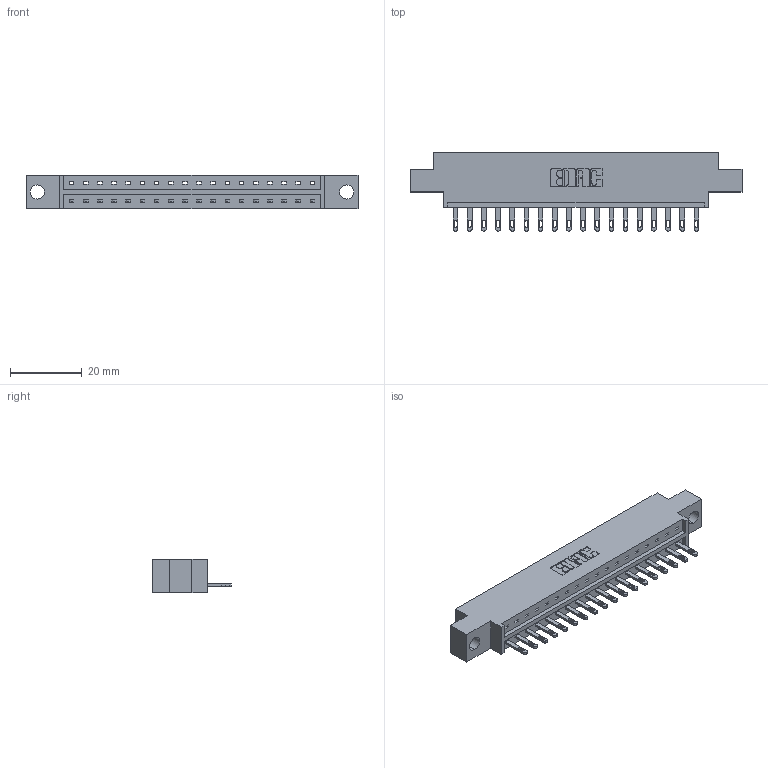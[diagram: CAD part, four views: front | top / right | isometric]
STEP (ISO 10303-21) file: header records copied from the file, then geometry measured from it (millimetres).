
FILE_DESCRIPTION (( 'STEP AP203' ), '1' );
FILE_NAME ('833-018-500-604.STEP', '2020-05-31T20:51:36', ( '' ), ( '' ), 'SwSTEP 2.0', 'SolidWorks 2020', '' );
FILE_SCHEMA (( 'CONFIG_CONTROL_DESIGN' ));
Length unit declared in the file: inch
Products named in the file (3): 345-292-001_345-293-100; 833 Part_Offset - .156 Dia - TH; 833-018-500-604
Assembly tree (19 placements, depth 2):
  833-018-500-604
    833 Part_Offset - .156 Dia - TH
    345-292-001_345-293-100  x18
Bounding box: 92.86 x 21.85 x 9.4 mm (x, y, z)
Volume: 8833.7 mm3; surface area: 9437.9 mm2
Topology: 19 solids, 19 shells, 1090 faces, 3347 edges, 2230 vertices
Faces by surface type: plane 722, cylinder 368
Entity records: 14173 total; most frequent: CARTESIAN_POINT 2456, ORIENTED_EDGE 2410, DIRECTION 2121, EDGE_CURVE 1205, LINE 1073, VECTOR 1073, VERTEX_POINT 802, AXIS2_PLACEMENT_3D 524
